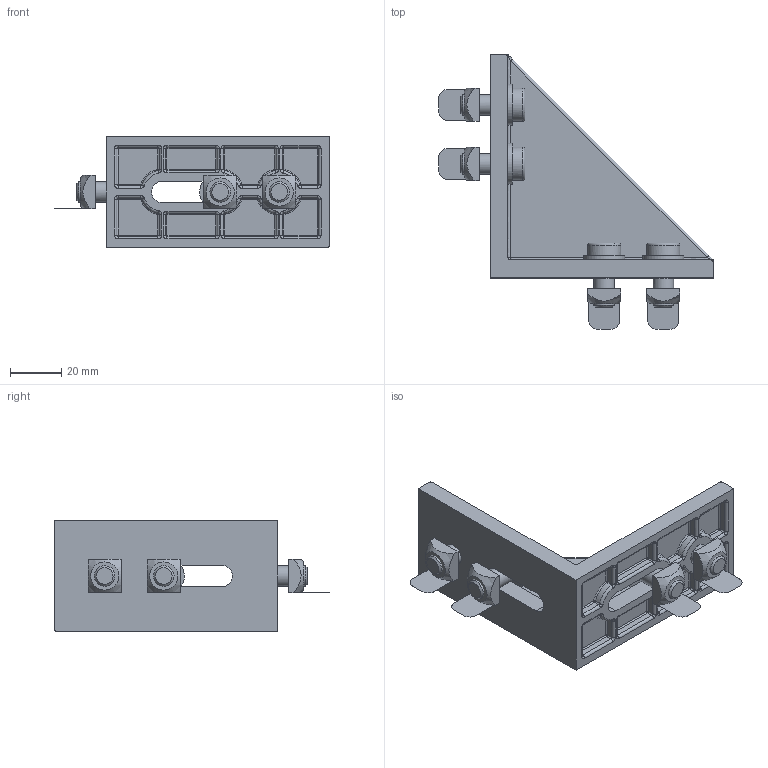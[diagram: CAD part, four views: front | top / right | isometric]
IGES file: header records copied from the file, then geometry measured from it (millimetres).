
Global section: file name: K-304387; native system: Autodesk Inventor 2021; preprocessor: unknown; author: Navara; date: 20230120.115741; units: millimetre
Bounding box: 107 x 107 x 43 mm (x, y, z)
Volume: 72124.1 mm3; surface area: 33826 mm2
Topology: 13 solids, 13 shells, 402 faces, 957 edges, 553 vertices
Faces by surface type: bspline 402
